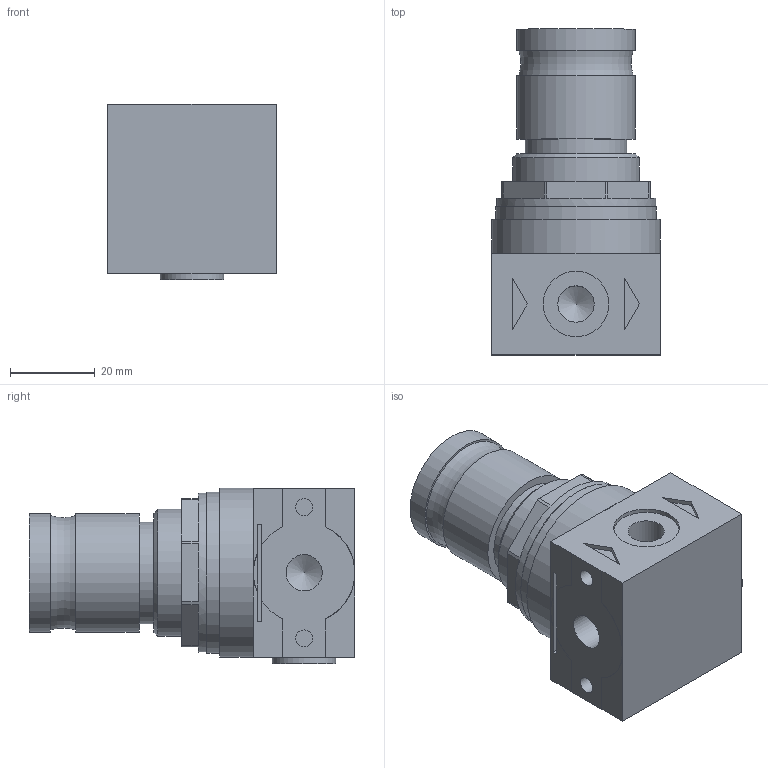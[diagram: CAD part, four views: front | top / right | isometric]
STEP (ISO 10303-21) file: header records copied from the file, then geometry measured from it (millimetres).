
FILE_DESCRIPTION( ( 'STEP AP214' ), ' ' );
FILE_NAME( '5108002.stp', '2017-12-18T14:55:41', ( '' ), ( '' ), ' ', 'PARTsolutions', ' ' );
FILE_SCHEMA( ( 'AUTOMOTIVE_DESIGN { 1 0 10303 214 1 1 1 1 }' ) );
Length unit declared in the file: millimetre
Products named in the file (4): 5108002; _5108002-BD; _5108002-KN; _1/8-BIT
Assembly tree (3 placements, depth 2):
  5108002
    _5108002-BD
    _5108002-KN
    _1/8-BIT
Bounding box: 40 x 77 x 41.5 mm (x, y, z)
Volume: 77227.2 mm3; surface area: 18174.9 mm2
Topology: 3 solids, 3 shells, 127 faces, 297 edges, 194 vertices
Faces by surface type: plane 92, cylinder 27, cone 6, torus 1, sphere 1
Full cylindrical faces by diameter (mm): 4 x4, 8.566 x4, 9.728 x1, 15 x1, 15.5 x2, 24 x1, 28 x2, 30 x1, 37.6 x1, 38 x1, 39.9 x1
Entity records: 4504 total; most frequent: DIRECTION 602, CARTESIAN_POINT 582, ORIENTED_EDGE 522, EDGE_CURVE 261, AXIS2_PLACEMENT_3D 210, VERTEX_POINT 190, LINE 182, VECTOR 182
